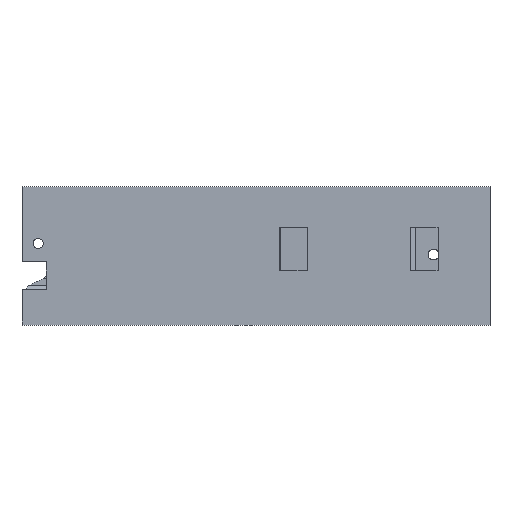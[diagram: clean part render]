
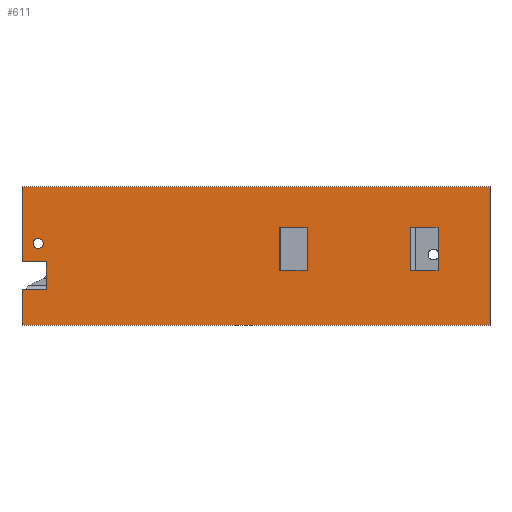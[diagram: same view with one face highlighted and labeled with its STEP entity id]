
A CAD part, left-side view. The second image highlights one B-rep face of the part: STEP entity #611.
In plain terms, the highlighted planar face has unit normal (-1, 0, 0).
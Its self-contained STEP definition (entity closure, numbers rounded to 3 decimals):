
#118=CARTESIAN_POINT('',(19.6,778.,-28.875));
#119=VERTEX_POINT('',#118);
#134=CARTESIAN_POINT('',(19.6,778.,-27.));
#135=DIRECTION('',(1.,0.,0.));
#136=DIRECTION('',(0.,0.,-1.));
#137=AXIS2_PLACEMENT_3D('',#134,#135,#136);
#138=CIRCLE('',#137,1.875);
#139=EDGE_CURVE('',#119,#119,#138,.T.);
#159=CARTESIAN_POINT('',(19.6,784.,-33.9));
#160=VERTEX_POINT('',#159);
#167=CARTESIAN_POINT('',(19.6,784.,-6.));
#168=VERTEX_POINT('',#167);
#169=CARTESIAN_POINT('',(19.6,784.,-6.));
#170=DIRECTION('',(-0.,-0.,-1.));
#171=VECTOR('',#170,27.9);
#172=LINE('',#169,#171);
#173=EDGE_CURVE('',#168,#160,#172,.T.);
#239=CARTESIAN_POINT('',(19.6,784.,-44.));
#240=VERTEX_POINT('',#239);
#241=CARTESIAN_POINT('',(19.6,784.,-57.376));
#242=VERTEX_POINT('',#241);
#243=CARTESIAN_POINT('',(19.6,784.,-44.));
#244=DIRECTION('',(-0.,-0.,-1.));
#245=VECTOR('',#244,13.376);
#246=LINE('',#243,#245);
#247=EDGE_CURVE('',#240,#242,#246,.T.);
#453=CARTESIAN_POINT('',(19.6,610.,-6.));
#454=VERTEX_POINT('',#453);
#468=CARTESIAN_POINT('',(19.6,610.,-6.));
#469=DIRECTION('',(0.,1.,0.));
#470=VECTOR('',#469,174.);
#471=LINE('',#468,#470);
#472=EDGE_CURVE('',#454,#168,#471,.T.);
#483=CARTESIAN_POINT('',(19.6,610.,-57.376));
#484=VERTEX_POINT('',#483);
#491=CARTESIAN_POINT('',(19.6,610.,-57.376));
#492=DIRECTION('',(-0.,1.,-0.));
#493=VECTOR('',#492,174.);
#494=LINE('',#491,#493);
#495=EDGE_CURVE('',#484,#242,#494,.T.);
#501=CARTESIAN_POINT('',(19.6,0.,0.));
#502=DIRECTION('',(1.,0.,0.));
#503=DIRECTION('',(0.,1.,0.));
#504=AXIS2_PLACEMENT_3D('',#501,#502,#503);
#505=PLANE('',#504);
#506=ORIENTED_EDGE('',*,*,#139,.T.);
#507=EDGE_LOOP('',(#506));
#508=FACE_BOUND('',#507,.T.);
#509=ORIENTED_EDGE('',*,*,#173,.T.);
#510=CARTESIAN_POINT('',(19.6,775.,-33.9));
#511=VERTEX_POINT('',#510);
#512=CARTESIAN_POINT('',(19.6,784.,-33.9));
#513=DIRECTION('',(-0.,-1.,-0.));
#514=VECTOR('',#513,9.);
#515=LINE('',#512,#514);
#516=EDGE_CURVE('',#160,#511,#515,.T.);
#517=ORIENTED_EDGE('',*,*,#516,.T.);
#518=CARTESIAN_POINT('',(19.6,775.,-44.));
#519=VERTEX_POINT('',#518);
#520=CARTESIAN_POINT('',(19.6,775.,-33.9));
#521=DIRECTION('',(-0.,-0.,-1.));
#522=VECTOR('',#521,10.1);
#523=LINE('',#520,#522);
#524=EDGE_CURVE('',#511,#519,#523,.T.);
#525=ORIENTED_EDGE('',*,*,#524,.T.);
#526=CARTESIAN_POINT('',(19.6,775.,-44.));
#527=DIRECTION('',(0.,1.,0.));
#528=VECTOR('',#527,9.);
#529=LINE('',#526,#528);
#530=EDGE_CURVE('',#519,#240,#529,.T.);
#531=ORIENTED_EDGE('',*,*,#530,.T.);
#532=ORIENTED_EDGE('',*,*,#247,.T.);
#533=ORIENTED_EDGE('',*,*,#495,.F.);
#534=CARTESIAN_POINT('',(19.6,610.,-57.376));
#535=DIRECTION('',(0.,0.,1.));
#536=VECTOR('',#535,51.376);
#537=LINE('',#534,#536);
#538=EDGE_CURVE('',#484,#454,#537,.T.);
#539=ORIENTED_EDGE('',*,*,#538,.T.);
#540=ORIENTED_EDGE('',*,*,#472,.T.);
#541=EDGE_LOOP('',(#509,#517,#525,#531,#532,#533,#539,#540));
#542=FACE_BOUND('',#541,.T.);
#543=CARTESIAN_POINT('',(19.6,639.525,-37.));
#544=VERTEX_POINT('',#543);
#545=CARTESIAN_POINT('',(19.6,639.525,-21.));
#546=VERTEX_POINT('',#545);
#547=CARTESIAN_POINT('',(19.6,639.525,-37.));
#548=DIRECTION('',(0.,0.,1.));
#549=VECTOR('',#548,16.);
#550=LINE('',#547,#549);
#551=EDGE_CURVE('',#544,#546,#550,.T.);
#552=ORIENTED_EDGE('',*,*,#551,.T.);
#553=CARTESIAN_POINT('',(19.6,629.325,-21.));
#554=VERTEX_POINT('',#553);
#555=CARTESIAN_POINT('',(19.6,639.525,-21.));
#556=DIRECTION('',(-0.,-1.,-0.));
#557=VECTOR('',#556,10.2);
#558=LINE('',#555,#557);
#559=EDGE_CURVE('',#546,#554,#558,.T.);
#560=ORIENTED_EDGE('',*,*,#559,.T.);
#561=CARTESIAN_POINT('',(19.6,629.325,-37.));
#562=VERTEX_POINT('',#561);
#563=CARTESIAN_POINT('',(19.6,629.325,-21.));
#564=DIRECTION('',(-0.,-0.,-1.));
#565=VECTOR('',#564,16.);
#566=LINE('',#563,#565);
#567=EDGE_CURVE('',#554,#562,#566,.T.);
#568=ORIENTED_EDGE('',*,*,#567,.T.);
#569=CARTESIAN_POINT('',(19.6,629.325,-37.));
#570=DIRECTION('',(0.,1.,0.));
#571=VECTOR('',#570,10.2);
#572=LINE('',#569,#571);
#573=EDGE_CURVE('',#562,#544,#572,.T.);
#574=ORIENTED_EDGE('',*,*,#573,.T.);
#575=EDGE_LOOP('',(#552,#560,#568,#574));
#576=FACE_BOUND('',#575,.T.);
#577=CARTESIAN_POINT('',(19.6,688.185,-37.));
#578=VERTEX_POINT('',#577);
#579=CARTESIAN_POINT('',(19.6,688.185,-21.));
#580=VERTEX_POINT('',#579);
#581=CARTESIAN_POINT('',(19.6,688.185,-37.));
#582=DIRECTION('',(0.,0.,1.));
#583=VECTOR('',#582,16.);
#584=LINE('',#581,#583);
#585=EDGE_CURVE('',#578,#580,#584,.T.);
#586=ORIENTED_EDGE('',*,*,#585,.T.);
#587=CARTESIAN_POINT('',(19.6,677.985,-21.));
#588=VERTEX_POINT('',#587);
#589=CARTESIAN_POINT('',(19.6,688.185,-21.));
#590=DIRECTION('',(-0.,-1.,-0.));
#591=VECTOR('',#590,10.2);
#592=LINE('',#589,#591);
#593=EDGE_CURVE('',#580,#588,#592,.T.);
#594=ORIENTED_EDGE('',*,*,#593,.T.);
#595=CARTESIAN_POINT('',(19.6,677.985,-37.));
#596=VERTEX_POINT('',#595);
#597=CARTESIAN_POINT('',(19.6,677.985,-21.));
#598=DIRECTION('',(-0.,-0.,-1.));
#599=VECTOR('',#598,16.);
#600=LINE('',#597,#599);
#601=EDGE_CURVE('',#588,#596,#600,.T.);
#602=ORIENTED_EDGE('',*,*,#601,.T.);
#603=CARTESIAN_POINT('',(19.6,677.985,-37.));
#604=DIRECTION('',(0.,1.,0.));
#605=VECTOR('',#604,10.2);
#606=LINE('',#603,#605);
#607=EDGE_CURVE('',#596,#578,#606,.T.);
#608=ORIENTED_EDGE('',*,*,#607,.T.);
#609=EDGE_LOOP('',(#586,#594,#602,#608));
#610=FACE_BOUND('',#609,.T.);
#611=ADVANCED_FACE('',(#508,#542,#576,#610),#505,.F.);
